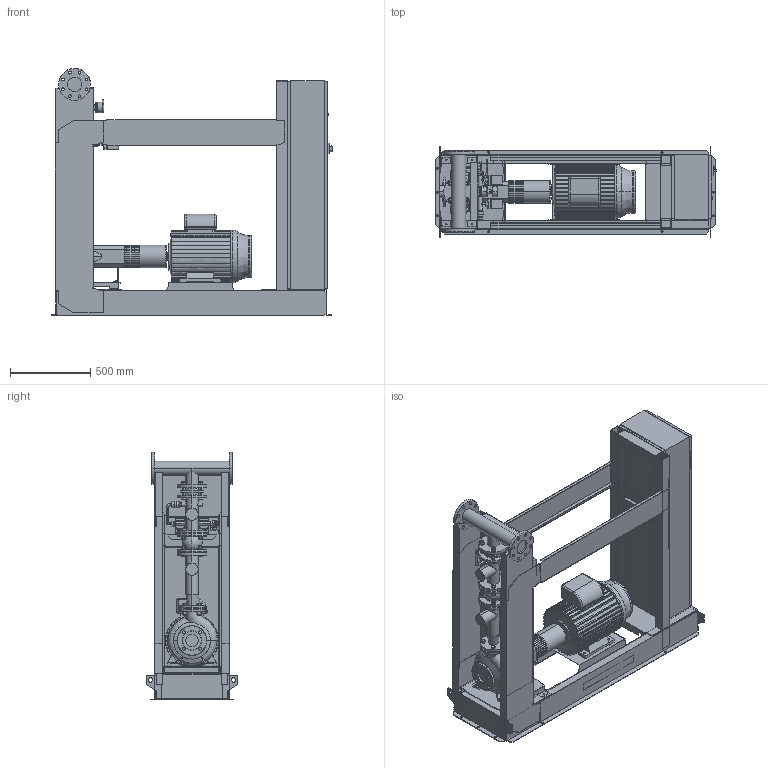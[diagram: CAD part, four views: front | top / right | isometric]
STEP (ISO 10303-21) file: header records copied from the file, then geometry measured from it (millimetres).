
FILE_DESCRIPTION((''),'2;1');
FILE_NAME('3d_Sifire-EN-50_200-208-18.5E-4183675.stp','2015-05-26T07:26:16',(''),(''),'Mechanical Desktop 2009','Mechanical Desktop 2009',', , ');
FILE_SCHEMA(('CONFIG_CONTROL_DESIGN'));
Length unit declared in the file: millimetre
Products named in the file (1): Product
Bounding box: 1754.5 x 568 x 1540 mm (x, y, z)
Volume: 219536727.3 mm3; surface area: 16869924.8 mm2
Topology: 96 solids, 96 shells, 2650 faces, 6494 edges, 4145 vertices
Faces by surface type: plane 1070, bspline 790, cylinder 504, cone 230, torus 48, sphere 8
Entity records: 86030 total; most frequent: CARTESIAN_POINT 26905, ORIENTED_EDGE 12976, DIRECTION 11082, EDGE_CURVE 6488, VERTEX_POINT 4144, VECTOR 3752, LINE 3752, AXIS2_PLACEMENT_3D 3665
